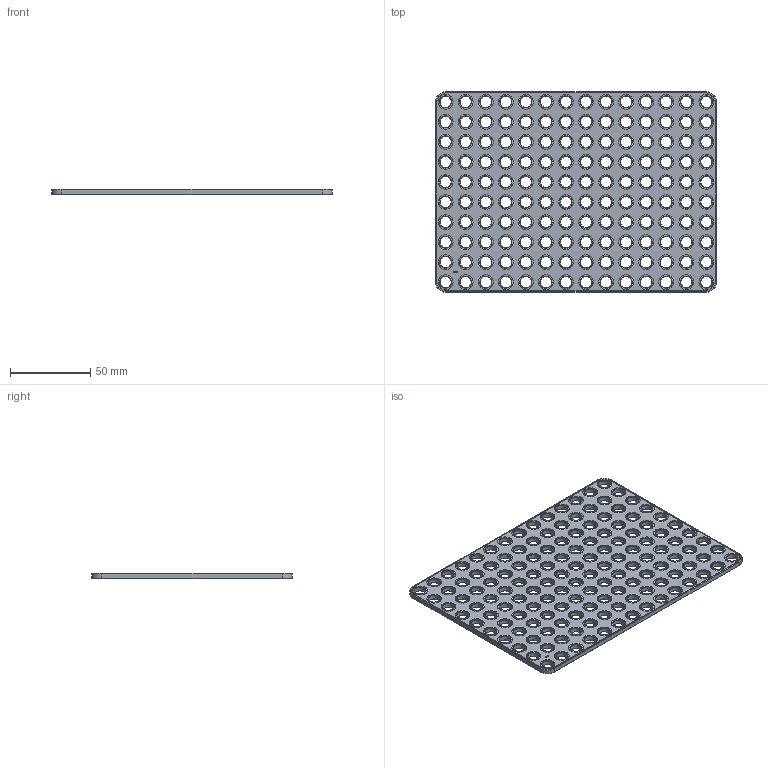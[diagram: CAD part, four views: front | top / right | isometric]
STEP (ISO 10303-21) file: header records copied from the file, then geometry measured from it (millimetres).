
FILE_DESCRIPTION(('FreeCAD Model'),'2;1');
FILE_NAME('Open CASCADE Shape Model','2024-10-08T19:08:30',(''),(''), 'Open CASCADE STEP processor 7.7','FreeCAD','Unknown');
FILE_SCHEMA(('AUTOMOTIVE_DESIGN { 1 0 10303 214 1 1 1 1 }'));
Length unit declared in the file: millimetre
Products named in the file (1): Plate RCT CRNR BU14x10x00.25 - SPN-PLT-0159 (stemfie.org)
Bounding box: 175 x 125 x 3.12 mm (x, y, z)
Volume: 48666.5 mm3; surface area: 44040.3 mm2
Topology: 1 solids, 1 shells, 1193 faces, 2761 edges, 1742 vertices
Faces by surface type: plane 467, cylinder 288, cone 288, extrusion 150
Full cylindrical faces by diameter (mm): 7 x140, 9.2 x140
Entity records: 34771 total; most frequent: CARTESIAN_POINT 6915, DIRECTION 5563, ORIENTED_EDGE 5522, EDGE_CURVE 2761, AXIS2_PLACEMENT_3D 1908, VECTOR 1747, VERTEX_POINT 1742, FACE_BOUND 1645
